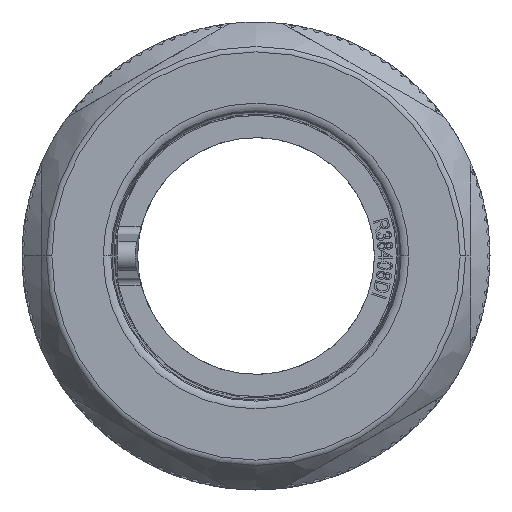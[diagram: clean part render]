
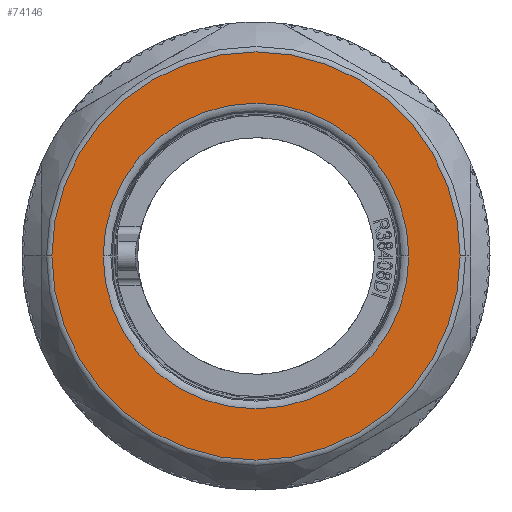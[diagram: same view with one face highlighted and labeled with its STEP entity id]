
A CAD part, left-side view. The second image highlights one B-rep face of the part: STEP entity #74146.
In plain terms, the highlighted planar face has unit normal (-1, 0, 0).
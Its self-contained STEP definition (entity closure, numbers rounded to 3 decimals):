
#388 = ORIENTED_EDGE ( 'NONE', *, *, #29993, .T. ) ;
#3366 = PLANE ( 'NONE',  #53646 ) ;
#5816 = EDGE_LOOP ( 'NONE', ( #41483, #27967 ) ) ;
#5863 = DIRECTION ( 'NONE',  ( 0., 1., 0. ) ) ;
#7915 = CARTESIAN_POINT ( 'NONE',  ( -26.769, -27.576, 0. ) ) ;
#12716 = VERTEX_POINT ( 'NONE', #59439 ) ;
#13635 = CIRCLE ( 'NONE', #15720, 27.576 ) ;
#15720 = AXIS2_PLACEMENT_3D ( 'NONE', #48190, #71149, #35747 ) ;
#16658 = CIRCLE ( 'NONE', #38271, 27.576 ) ;
#17182 = CARTESIAN_POINT ( 'NONE',  ( -26.769, 0., 0. ) ) ;
#24656 = VERTEX_POINT ( 'NONE', #45817 ) ;
#25910 = EDGE_CURVE ( 'NONE', #40895, #12716, #32811, .T. ) ;
#26700 = EDGE_LOOP ( 'NONE', ( #388, #75435 ) ) ;
#27967 = ORIENTED_EDGE ( 'NONE', *, *, #72387, .T. ) ;
#28635 = CARTESIAN_POINT ( 'NONE',  ( -26.769, 0., 0. ) ) ;
#29993 = EDGE_CURVE ( 'NONE', #12716, #40895, #65910, .T. ) ;
#32811 = CIRCLE ( 'NONE', #56374, 20.65 ) ;
#34107 = DIRECTION ( 'NONE',  ( 1., 0., 0. ) ) ;
#35747 = DIRECTION ( 'NONE',  ( 0., 1., 0. ) ) ;
#36053 = CARTESIAN_POINT ( 'NONE',  ( -26.769, 0., 0. ) ) ;
#38271 = AXIS2_PLACEMENT_3D ( 'NONE', #36053, #65756, #71701 ) ;
#39432 = CARTESIAN_POINT ( 'NONE',  ( -26.769, -20.65, 0. ) ) ;
#39734 = EDGE_CURVE ( 'NONE', #24656, #43822, #13635, .T. ) ;
#40895 = VERTEX_POINT ( 'NONE', #39432 ) ;
#41483 = ORIENTED_EDGE ( 'NONE', *, *, #39734, .T. ) ;
#43822 = VERTEX_POINT ( 'NONE', #7915 ) ;
#44991 = DIRECTION ( 'NONE',  ( 0., 1., 0. ) ) ;
#45817 = CARTESIAN_POINT ( 'NONE',  ( -26.769, 27.576, 0. ) ) ;
#48190 = CARTESIAN_POINT ( 'NONE',  ( -26.769, 0., 0. ) ) ;
#52061 = DIRECTION ( 'NONE',  ( 0., 1., 0. ) ) ;
#53646 = AXIS2_PLACEMENT_3D ( 'NONE', #63024, #34107, #44991 ) ;
#56374 = AXIS2_PLACEMENT_3D ( 'NONE', #28635, #76613, #5863 ) ;
#59439 = CARTESIAN_POINT ( 'NONE',  ( -26.769, 20.65, 0. ) ) ;
#63024 = CARTESIAN_POINT ( 'NONE',  ( -26.769, 0., 0. ) ) ;
#65756 = DIRECTION ( 'NONE',  ( -1., 0., 0. ) ) ;
#65910 = CIRCLE ( 'NONE', #70835, 20.65 ) ;
#70169 = FACE_OUTER_BOUND ( 'NONE', #5816, .T. ) ;
#70314 = DIRECTION ( 'NONE',  ( 1., 0., 0. ) ) ;
#70835 = AXIS2_PLACEMENT_3D ( 'NONE', #17182, #70314, #52061 ) ;
#71064 = FACE_BOUND ( 'NONE', #26700, .T. ) ;
#71149 = DIRECTION ( 'NONE',  ( -1., 0., 0. ) ) ;
#71701 = DIRECTION ( 'NONE',  ( 0., 1., 0. ) ) ;
#72387 = EDGE_CURVE ( 'NONE', #43822, #24656, #16658, .T. ) ;
#74146 = ADVANCED_FACE ( 'NONE', ( #70169, #71064 ), #3366, .F. ) ;
#75435 = ORIENTED_EDGE ( 'NONE', *, *, #25910, .T. ) ;
#76613 = DIRECTION ( 'NONE',  ( 1., 0., 0. ) ) ;
